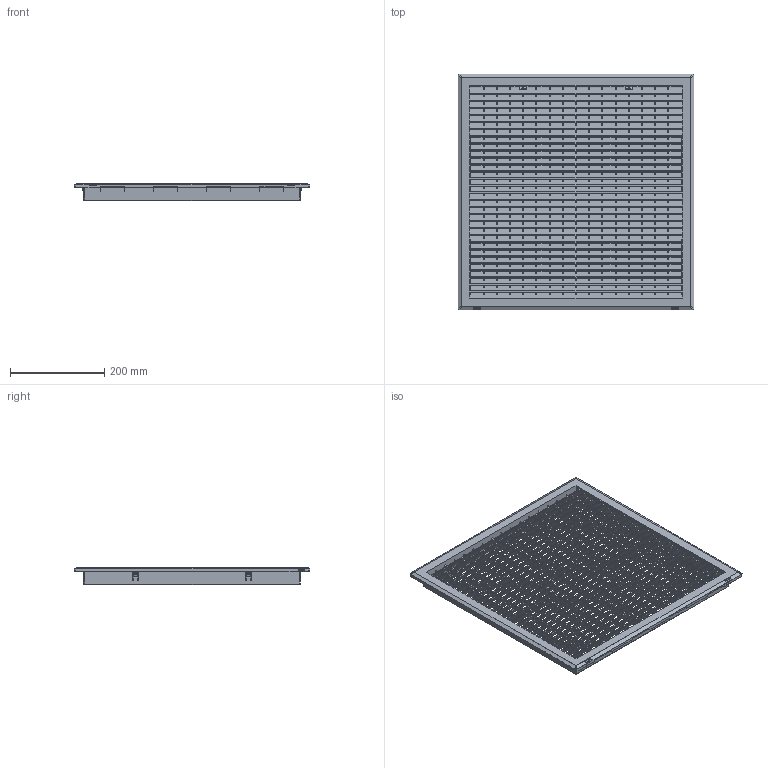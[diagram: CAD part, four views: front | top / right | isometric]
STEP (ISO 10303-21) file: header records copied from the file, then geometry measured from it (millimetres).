
FILE_DESCRIPTION (( 'STEP AP203' ), '1' );
FILE_NAME ('sone3D.STEP', '2017-12-04T03:56:32', ( '' ), ( '' ), 'SwSTEP 2.0', 'SolidWorks 2014', '' );
FILE_SCHEMA (( 'CONFIG_CONTROL_DESIGN' ));
Length unit declared in the file: millimetre
Products named in the file (3): FE-462-0ケース_; FE-462-0カバー_; sone3D
Assembly tree (2 placements, depth 2):
  sone3D
    FE-462-0ケース_
    FE-462-0カバー_
Bounding box: 500 x 500 x 38 mm (x, y, z)
Volume: 1497399.8 mm3; surface area: 1442334.4 mm2
Topology: 2 solids, 2 shells, 5467 faces, 16779 edges, 10838 vertices
Faces by surface type: plane 4998, cylinder 248, bspline 140, cone 77, sphere 4
Entity records: 188752 total; most frequent: CARTESIAN_POINT 38417, ORIENTED_EDGE 33494, DIRECTION 27577, EDGE_CURVE 16747, VECTOR 15789, LINE 15789, VERTEX_POINT 10838, EDGE_LOOP 6039
